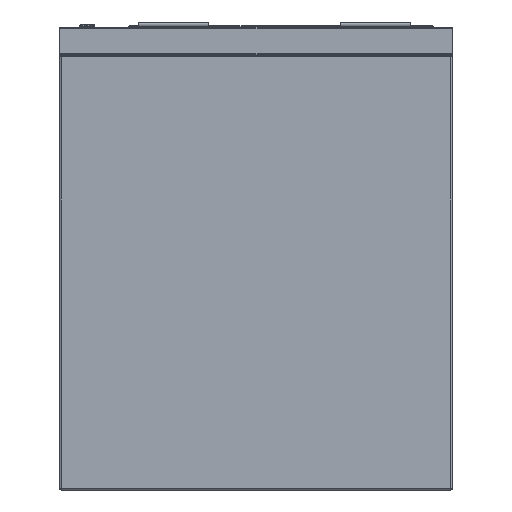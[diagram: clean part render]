
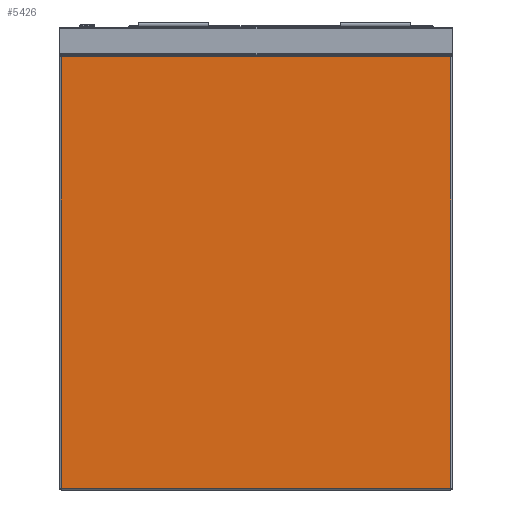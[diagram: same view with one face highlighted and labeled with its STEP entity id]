
A CAD part, left-side view. The second image highlights one B-rep face of the part: STEP entity #5426.
In plain terms, the highlighted planar face has unit normal (-1, 0, 0).
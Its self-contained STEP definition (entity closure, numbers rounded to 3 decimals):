
#952 = DIRECTION ( 'NONE',  ( -1., 0., 0. ) ) ;
#1184 = VECTOR ( 'NONE', #18014, 1000. ) ;
#1916 = EDGE_CURVE ( 'NONE', #25836, #11282, #25661, .T. ) ;
#3627 = LINE ( 'NONE', #13521, #29097 ) ;
#3801 = DIRECTION ( 'NONE',  ( 0., 0., -1. ) ) ;
#3994 = CARTESIAN_POINT ( 'NONE',  ( -260., -278., -42. ) ) ;
#5426 = ADVANCED_FACE ( 'Fl�che7', ( #16206 ), #26136, .T. ) ;
#5563 = VECTOR ( 'NONE', #13760, 1000. ) ;
#5977 = CARTESIAN_POINT ( 'NONE',  ( -260., -280., -658. ) ) ;
#7061 = LINE ( 'NONE', #5977, #5563 ) ;
#8098 = LINE ( 'NONE', #16786, #17483 ) ;
#8456 = CARTESIAN_POINT ( 'NONE',  ( -260., 278., -42. ) ) ;
#9604 = CARTESIAN_POINT ( 'NONE',  ( -260., 278., -658. ) ) ;
#10846 = DIRECTION ( 'NONE',  ( 0., 0., 1. ) ) ;
#11282 = VERTEX_POINT ( 'NONE', #3994 ) ;
#13108 = CARTESIAN_POINT ( 'NONE',  ( -260., -280., -660. ) ) ;
#13521 = CARTESIAN_POINT ( 'NONE',  ( -260., 278., -660. ) ) ;
#13760 = DIRECTION ( 'NONE',  ( 0., -1., 0. ) ) ;
#14749 = ORIENTED_EDGE ( 'NONE', *, *, #16519, .T. ) ;
#15848 = ORIENTED_EDGE ( 'NONE', *, *, #16484, .T. ) ;
#16206 = FACE_OUTER_BOUND ( 'NONE', #19145, .T. ) ;
#16484 = EDGE_CURVE ( 'NONE', #11282, #18479, #8098, .T. ) ;
#16519 = EDGE_CURVE ( 'NONE', #22376, #25836, #7061, .T. ) ;
#16786 = CARTESIAN_POINT ( 'NONE',  ( -260., 280., -42. ) ) ;
#17483 = VECTOR ( 'NONE', #19408, 1000. ) ;
#17722 = AXIS2_PLACEMENT_3D ( 'NONE', #13108, #952, #10846 ) ;
#18014 = DIRECTION ( 'NONE',  ( 0., 0., 1. ) ) ;
#18479 = VERTEX_POINT ( 'NONE', #8456 ) ;
#19145 = EDGE_LOOP ( 'NONE', ( #30839, #15848, #30832, #14749 ) ) ;
#19408 = DIRECTION ( 'NONE',  ( 0., 1., 0. ) ) ;
#19447 = CARTESIAN_POINT ( 'NONE',  ( -260., -278., -658. ) ) ;
#20774 = CARTESIAN_POINT ( 'NONE',  ( -260., -278., -660. ) ) ;
#21336 = EDGE_CURVE ( 'NONE', #18479, #22376, #3627, .T. ) ;
#22376 = VERTEX_POINT ( 'NONE', #9604 ) ;
#25661 = LINE ( 'NONE', #20774, #1184 ) ;
#25836 = VERTEX_POINT ( 'NONE', #19447 ) ;
#26136 = PLANE ( 'NONE',  #17722 ) ;
#29097 = VECTOR ( 'NONE', #3801, 1000. ) ;
#30832 = ORIENTED_EDGE ( 'NONE', *, *, #21336, .T. ) ;
#30839 = ORIENTED_EDGE ( 'NONE', *, *, #1916, .T. ) ;
